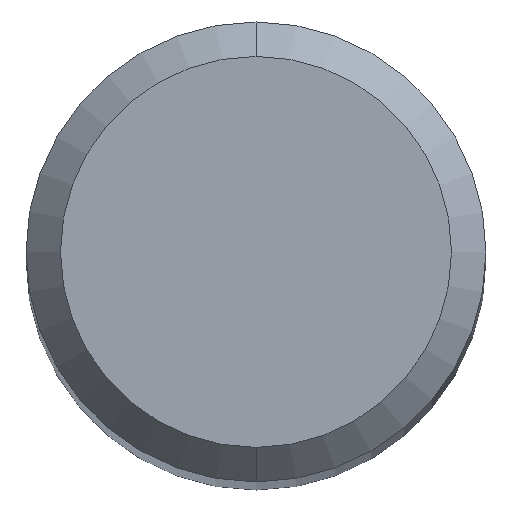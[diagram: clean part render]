
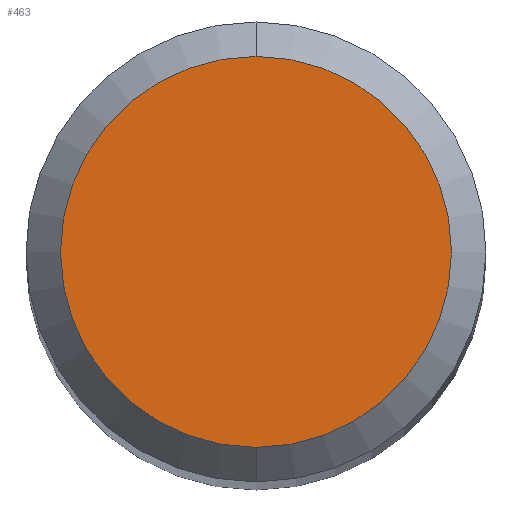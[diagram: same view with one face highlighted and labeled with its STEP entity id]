
A CAD part, top view. The second image highlights one B-rep face of the part: STEP entity #463.
In plain terms, the highlighted planar face has unit normal (0, 0, 1).
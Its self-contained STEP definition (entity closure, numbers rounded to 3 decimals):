
#439=VERTEX_POINT('',#1129);
#463=ADVANCED_FACE('',(#1153),#1154,.T.);
#659=VERTEX_POINT('',#1364);
#809=EDGE_CURVE('',#659,#439,#1527,.T.);
#815=EDGE_CURVE('',#439,#659,#1534,.T.);
#1129=CARTESIAN_POINT('',(0.0,1.7,0.0));
#1153=FACE_OUTER_BOUND('',#2257,.T.);
#1154=PLANE('',#2258);
#1364=CARTESIAN_POINT('',(0.,-1.7,0.0));
#1527=CIRCLE('',#3818,1.7);
#1534=CIRCLE('',#3827,1.7);
#2257=EDGE_LOOP('',(#4983,#4984));
#2258=AXIS2_PLACEMENT_3D('',#4985,#4986,#4987);
#3818=AXIS2_PLACEMENT_3D('',#5345,#5346,#5347);
#3827=AXIS2_PLACEMENT_3D('',#5359,#5360,#5361);
#4983=ORIENTED_EDGE('',*,*,#815,.F.);
#4984=ORIENTED_EDGE('',*,*,#809,.F.);
#4985=CARTESIAN_POINT('',(0.0,0.85,0.0));
#4986=DIRECTION('',(-0.0,0.0,1.0));
#4987=DIRECTION('',(0.0,-1.0,0.0));
#5345=CARTESIAN_POINT('',(0.0,0.0,0.0));
#5346=DIRECTION('',(0.0,0.0,-1.0));
#5347=DIRECTION('',(0.0,1.0,0.0));
#5359=CARTESIAN_POINT('',(0.0,0.0,0.0));
#5360=DIRECTION('',(0.0,0.0,-1.0));
#5361=DIRECTION('',(0.0,1.0,0.0));
